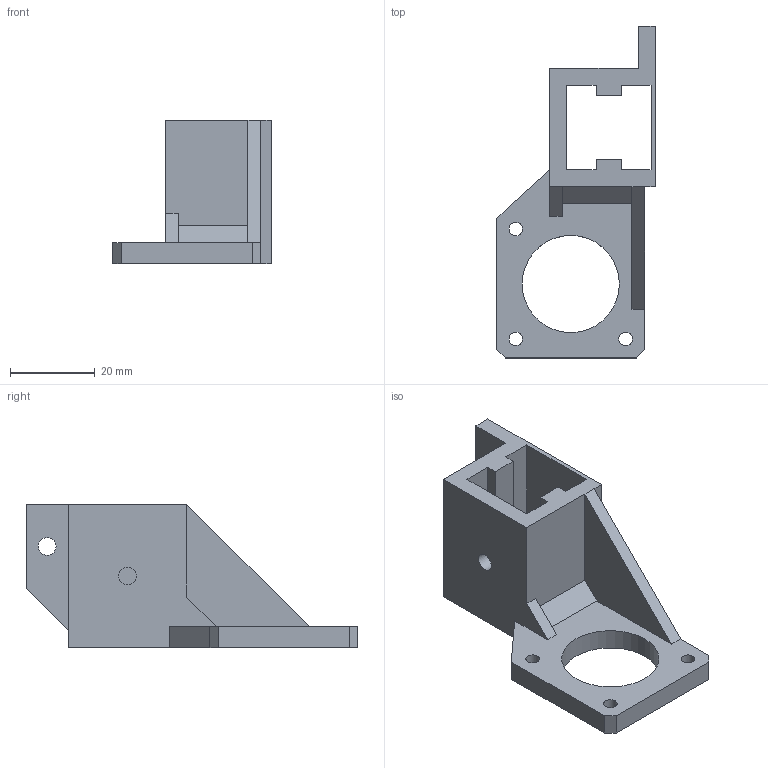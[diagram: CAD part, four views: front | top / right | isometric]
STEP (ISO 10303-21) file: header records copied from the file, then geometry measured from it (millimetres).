
FILE_DESCRIPTION(('FreeCAD Model'),'2;1');
FILE_NAME('z-motor-left.step', '2014-10-30T17:38:37',('FreeCAD'),('FreeCAD'), 'Open CASCADE STEP processor 6.5','FreeCAD','Unknown');
FILE_SCHEMA(('AUTOMOTIVE_DESIGN_CC2 { 1 2 10303 214 -1 1 5 4 }'));
Length unit declared in the file: millimetre
Products named in the file (1): z-motor-left
Bounding box: 37.5 x 78.5 x 34 mm (x, y, z)
Volume: 18341.3 mm3; surface area: 11604.1 mm2
Topology: 1 solids, 1 shells, 41 faces, 115 edges, 76 vertices
Faces by surface type: plane 35, cylinder 6
Full cylindrical faces by diameter (mm): 3.2 x3, 4.2 x2, 23 x1
Entity records: 2847 total; most frequent: CARTESIAN_POINT 483, DIRECTION 431, LINE 313, VECTOR 313, ORIENTED_EDGE 230, PCURVE 230, DEFINITIONAL_REPRESENTATION 230, EDGE_CURVE 115
